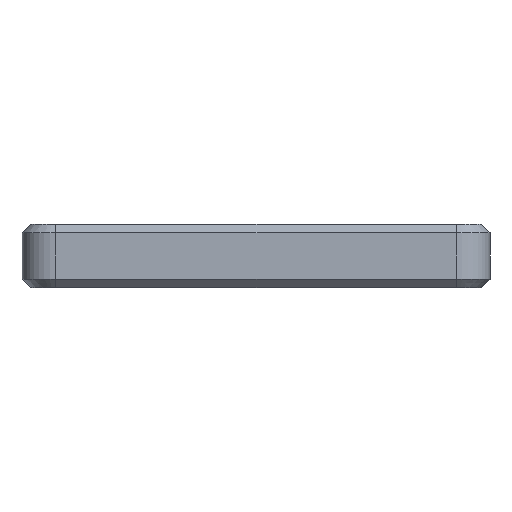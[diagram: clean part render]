
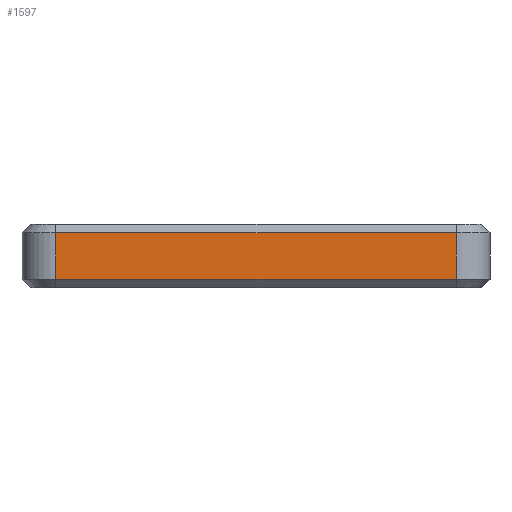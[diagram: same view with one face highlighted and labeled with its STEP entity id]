
A CAD part, left-side view. The second image highlights one B-rep face of the part: STEP entity #1597.
In plain terms, the highlighted planar face has unit normal (-1, 0, 0).
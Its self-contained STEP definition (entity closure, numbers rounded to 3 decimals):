
#72=PLANE('',#1778);
#160=FACE_OUTER_BOUND('',#260,.T.);
#260=EDGE_LOOP('',(#1416,#1417,#1418,#1419));
#378=LINE('',#2672,#518);
#397=LINE('',#2724,#537);
#403=LINE('',#2741,#543);
#404=LINE('',#2742,#544);
#518=VECTOR('',#2188,10.);
#537=VECTOR('',#2243,10.);
#543=VECTOR('',#2265,10.);
#544=VECTOR('',#2266,10.);
#762=VERTEX_POINT('',#2662);
#764=VERTEX_POINT('',#2668);
#777=VERTEX_POINT('',#2714);
#779=VERTEX_POINT('',#2720);
#971=EDGE_CURVE('',#762,#764,#378,.T.);
#997=EDGE_CURVE('',#777,#779,#397,.T.);
#1006=EDGE_CURVE('',#762,#779,#403,.T.);
#1007=EDGE_CURVE('',#764,#777,#404,.T.);
#1416=ORIENTED_EDGE('',*,*,#971,.F.);
#1417=ORIENTED_EDGE('',*,*,#1006,.T.);
#1418=ORIENTED_EDGE('',*,*,#997,.F.);
#1419=ORIENTED_EDGE('',*,*,#1007,.F.);
#1597=ADVANCED_FACE('',(#160),#72,.T.);
#1778=AXIS2_PLACEMENT_3D('',#2740,#2263,#2264);
#2188=DIRECTION('',(0.,1.,0.));
#2243=DIRECTION('',(0.,-1.,0.));
#2263=DIRECTION('center_axis',(-1.,0.,0.));
#2264=DIRECTION('ref_axis',(0.,-1.,0.));
#2265=DIRECTION('',(0.,0.,1.));
#2266=DIRECTION('',(0.,0.,1.));
#2662=CARTESIAN_POINT('',(-12.475,-85.438,-5.5));
#2668=CARTESIAN_POINT('',(-12.475,9.475,-5.5));
#2672=CARTESIAN_POINT('',(-12.475,-14.253,-5.5));
#2714=CARTESIAN_POINT('',(-12.475,9.475,5.5));
#2720=CARTESIAN_POINT('',(-12.475,-85.438,5.5));
#2724=CARTESIAN_POINT('',(-12.475,-14.253,5.5));
#2740=CARTESIAN_POINT('Origin',(-12.475,9.475,0.));
#2741=CARTESIAN_POINT('',(-12.475,-85.438,0.));
#2742=CARTESIAN_POINT('',(-12.475,9.475,0.));
